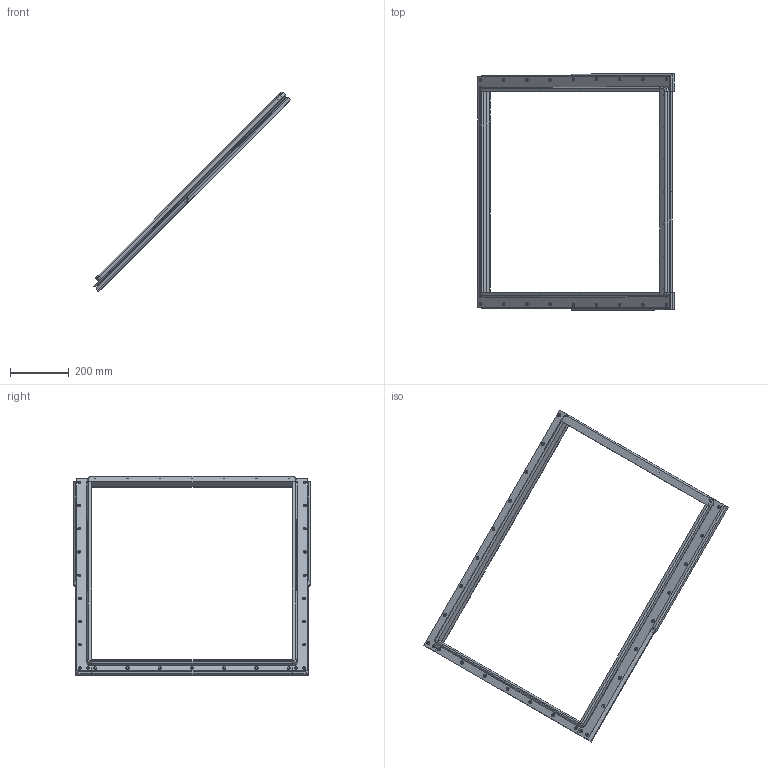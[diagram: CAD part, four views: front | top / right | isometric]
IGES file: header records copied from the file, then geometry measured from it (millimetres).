
Start section: SolidWorks IGES file using analytic representation for surfaces
Global section: file name: Pourtour descente.IGS; native system: SolidWorks 2009; preprocessor: SolidWorks 2009; author: Stéphane; date: 220916.180818; units: millimetre
Bounding box: 672.3 x 806 x 682.31 mm (x, y, z)
Surface area: 841981.6 mm2 (no closed solid volume)
Topology: 0 solids, 0 shells, 604 faces, 16486 edges, 19460 vertices
Faces by surface type: revolution 512, bspline 92
